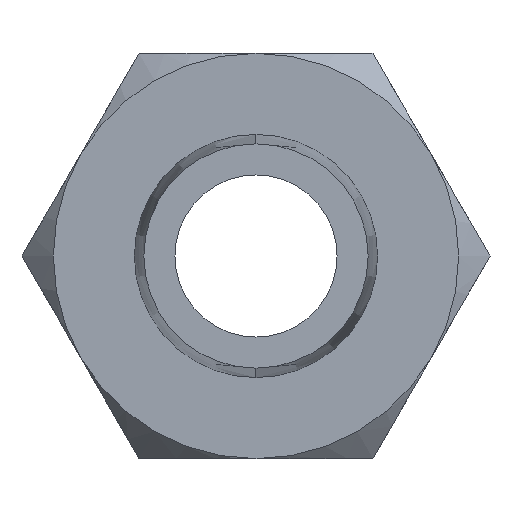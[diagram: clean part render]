
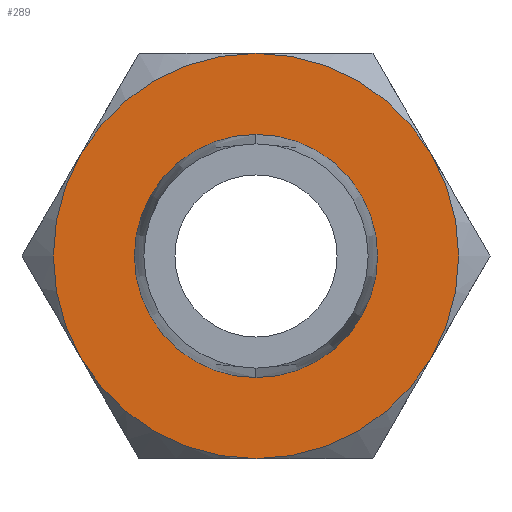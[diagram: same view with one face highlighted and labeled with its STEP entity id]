
A CAD part, left-side view. The second image highlights one B-rep face of the part: STEP entity #289.
In plain terms, the highlighted planar face has unit normal (-1, 0, 0).
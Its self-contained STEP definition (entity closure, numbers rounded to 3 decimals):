
#19 = CARTESIAN_POINT ( 'NONE',  ( 14., 0., 0. ) ) ;
#20 = EDGE_CURVE ( 'NONE', #1345, #2128, #1947, .T. ) ;
#39 = AXIS2_PLACEMENT_3D ( 'NONE', #4191, #2647, #3819 ) ;
#92 = VERTEX_POINT ( 'NONE', #1677 ) ;
#104 = DIRECTION ( 'NONE',  ( 0., 0., -1. ) ) ;
#289 = ADVANCED_FACE ( 'NONE', ( #4456, #4769 ), #1701, .F. ) ;
#393 = DIRECTION ( 'NONE',  ( 1., 0., 0. ) ) ;
#397 = CARTESIAN_POINT ( 'NONE',  ( 14., -6.495, -3.75 ) ) ;
#497 = DIRECTION ( 'NONE',  ( 1., 0., 0. ) ) ;
#504 = CARTESIAN_POINT ( 'NONE',  ( 14., 0., 0. ) ) ;
#609 = CARTESIAN_POINT ( 'NONE',  ( 14., 0., 0. ) ) ;
#654 = CARTESIAN_POINT ( 'NONE',  ( 14., -6.495, 3.75 ) ) ;
#680 = CIRCLE ( 'NONE', #39, 7.5 ) ;
#686 = DIRECTION ( 'NONE',  ( -1., 0., 0. ) ) ;
#722 = CARTESIAN_POINT ( 'NONE',  ( 14., 0., 0. ) ) ;
#751 = CIRCLE ( 'NONE', #2357, 7.5 ) ;
#821 = EDGE_CURVE ( 'NONE', #823, #1796, #1874, .T. ) ;
#823 = VERTEX_POINT ( 'NONE', #654 ) ;
#866 = ORIENTED_EDGE ( 'NONE', *, *, #821, .F. ) ;
#963 = ORIENTED_EDGE ( 'NONE', *, *, #4427, .F. ) ;
#1210 = CARTESIAN_POINT ( 'NONE',  ( 14., 0., 0. ) ) ;
#1229 = CARTESIAN_POINT ( 'NONE',  ( 14., 0., 0. ) ) ;
#1345 = VERTEX_POINT ( 'NONE', #1809 ) ;
#1462 = VERTEX_POINT ( 'NONE', #4177 ) ;
#1493 = DIRECTION ( 'NONE',  ( 0., 0., 1. ) ) ;
#1652 = EDGE_CURVE ( 'NONE', #1462, #823, #751, .T. ) ;
#1677 = CARTESIAN_POINT ( 'NONE',  ( 14., 0., -7.5 ) ) ;
#1701 = PLANE ( 'NONE',  #4193 ) ;
#1796 = VERTEX_POINT ( 'NONE', #397 ) ;
#1809 = CARTESIAN_POINT ( 'NONE',  ( 14., 0., 4.5 ) ) ;
#1846 = DIRECTION ( 'NONE',  ( 0., 0., -1. ) ) ;
#1874 = CIRCLE ( 'NONE', #2513, 7.5 ) ;
#1899 = CARTESIAN_POINT ( 'NONE',  ( 14., 0., 0. ) ) ;
#1947 = CIRCLE ( 'NONE', #3078, 4.5 ) ;
#1959 = EDGE_CURVE ( 'NONE', #2934, #2592, #4203, .T. ) ;
#2049 = DIRECTION ( 'NONE',  ( 1., 0., 0. ) ) ;
#2073 = EDGE_LOOP ( 'NONE', ( #3193, #4945 ) ) ;
#2095 = CARTESIAN_POINT ( 'NONE',  ( 14., 6.495, 3.75 ) ) ;
#2127 = DIRECTION ( 'NONE',  ( 0., 0., -1. ) ) ;
#2128 = VERTEX_POINT ( 'NONE', #3863 ) ;
#2131 = EDGE_CURVE ( 'NONE', #1796, #92, #4925, .T. ) ;
#2149 = DIRECTION ( 'NONE',  ( 1., 0., 0. ) ) ;
#2262 = DIRECTION ( 'NONE',  ( 0., 0., -1. ) ) ;
#2273 = CARTESIAN_POINT ( 'NONE',  ( 14., 0., 0. ) ) ;
#2357 = AXIS2_PLACEMENT_3D ( 'NONE', #504, #2049, #4398 ) ;
#2360 = AXIS2_PLACEMENT_3D ( 'NONE', #19, #393, #2262 ) ;
#2490 = DIRECTION ( 'NONE',  ( 0., 0., -1. ) ) ;
#2513 = AXIS2_PLACEMENT_3D ( 'NONE', #1899, #3428, #1846 ) ;
#2584 = CIRCLE ( 'NONE', #3222, 7.5 ) ;
#2592 = VERTEX_POINT ( 'NONE', #2095 ) ;
#2610 = ORIENTED_EDGE ( 'NONE', *, *, #3670, .T. ) ;
#2619 = DIRECTION ( 'NONE',  ( -1., 0., 0. ) ) ;
#2647 = DIRECTION ( 'NONE',  ( -1., 0., 0. ) ) ;
#2665 = EDGE_LOOP ( 'NONE', ( #963, #4039, #866, #3765, #2610, #4309 ) ) ;
#2934 = VERTEX_POINT ( 'NONE', #3034 ) ;
#3034 = CARTESIAN_POINT ( 'NONE',  ( 14., 6.495, -3.75 ) ) ;
#3065 = AXIS2_PLACEMENT_3D ( 'NONE', #2273, #686, #1493 ) ;
#3078 = AXIS2_PLACEMENT_3D ( 'NONE', #722, #2619, #3439 ) ;
#3193 = ORIENTED_EDGE ( 'NONE', *, *, #20, .F. ) ;
#3222 = AXIS2_PLACEMENT_3D ( 'NONE', #1210, #3977, #104 ) ;
#3428 = DIRECTION ( 'NONE',  ( 1., 0., 0. ) ) ;
#3439 = DIRECTION ( 'NONE',  ( 0., 0., 1. ) ) ;
#3563 = AXIS2_PLACEMENT_3D ( 'NONE', #1229, #497, #2490 ) ;
#3670 = EDGE_CURVE ( 'NONE', #1462, #2592, #680, .T. ) ;
#3765 = ORIENTED_EDGE ( 'NONE', *, *, #1652, .F. ) ;
#3819 = DIRECTION ( 'NONE',  ( 0., 0., 1. ) ) ;
#3863 = CARTESIAN_POINT ( 'NONE',  ( 14., 0., -4.5 ) ) ;
#3977 = DIRECTION ( 'NONE',  ( 1., 0., 0. ) ) ;
#4039 = ORIENTED_EDGE ( 'NONE', *, *, #2131, .F. ) ;
#4177 = CARTESIAN_POINT ( 'NONE',  ( 14., 0., 7.5 ) ) ;
#4191 = CARTESIAN_POINT ( 'NONE',  ( 14., 0., 0. ) ) ;
#4193 = AXIS2_PLACEMENT_3D ( 'NONE', #609, #2149, #2127 ) ;
#4203 = CIRCLE ( 'NONE', #3563, 7.5 ) ;
#4309 = ORIENTED_EDGE ( 'NONE', *, *, #1959, .F. ) ;
#4314 = EDGE_CURVE ( 'NONE', #2128, #1345, #4658, .T. ) ;
#4398 = DIRECTION ( 'NONE',  ( 0., 0., -1. ) ) ;
#4427 = EDGE_CURVE ( 'NONE', #92, #2934, #2584, .T. ) ;
#4456 = FACE_BOUND ( 'NONE', #2073, .T. ) ;
#4658 = CIRCLE ( 'NONE', #3065, 4.5 ) ;
#4769 = FACE_OUTER_BOUND ( 'NONE', #2665, .T. ) ;
#4925 = CIRCLE ( 'NONE', #2360, 7.5 ) ;
#4945 = ORIENTED_EDGE ( 'NONE', *, *, #4314, .F. ) ;
